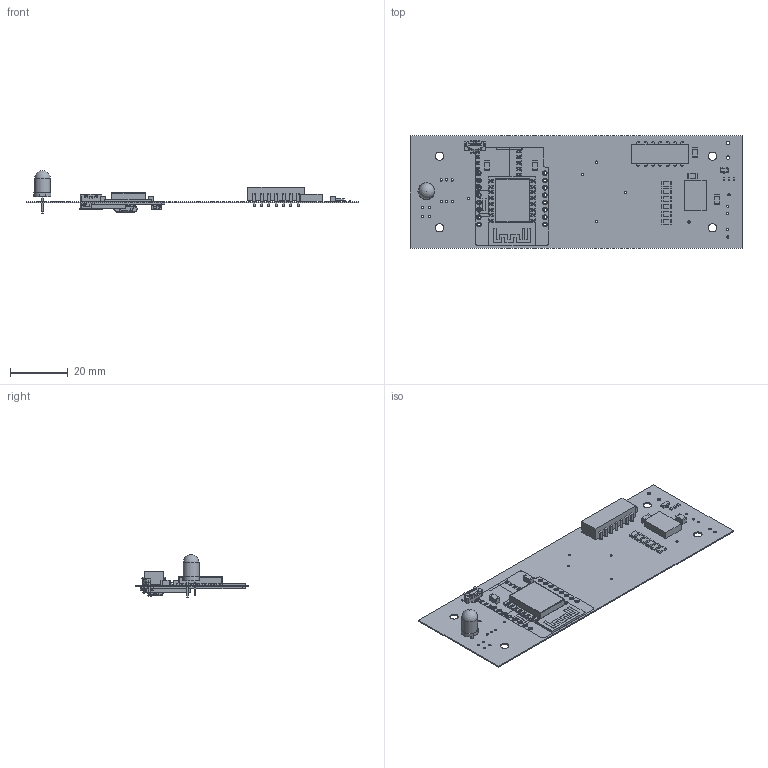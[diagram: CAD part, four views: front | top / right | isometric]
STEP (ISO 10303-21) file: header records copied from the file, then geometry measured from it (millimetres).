
FILE_DESCRIPTION(('Open CASCADE Model'),'2;1');
FILE_NAME('Open CASCADE Shape Model','2021-08-02T23:43:22',('Author'),( 'Open CASCADE'),'Open CASCADE STEP processor 6.8','Open CASCADE 6.8' ,'Unknown');
FILE_SCHEMA(('AUTOMOTIVE_DESIGN { 1 0 10303 214 1 1 1 1 }'));
Length unit declared in the file: millimetre
Products named in the file (84): PCB; Board; Open CASCADE STEP translator 6.8 1.1.1; C201; 5941246624; Extruded; 5941246464; C100; C200; U200; d1; U300; 5976083680; U100; 5941246224; 5941246064; 5941245904; 5976086960; R402; 5976086800; 5976086640; R401; R400; SB3; 5976083840; 5976084080; R302; R301; R300; SB2; SB1; Q100; Trans_Nexperia_PMV20ENR_eec; Body; Lead; Leads; Nexp; X_peria; D400; Diode_OSRAM_SFH213_eec ...
Assembly tree (156 placements, depth 4):
  PCB
    Board
      Open CASCADE STEP translator 6.8 1.1.1
    C201
      5941246624
        Extruded
      5941246464  x2
        Extruded
    C100
      5941246624
        Extruded
      5941246464  x2
        Extruded
    C200
      5941246624
        Extruded
      5941246464  x2
        Extruded
    U200
      d1
      d1
      d1
      d1
      d1
      d1
      d1
      d1
      d1
      d1
      d1
      d1
      d1
      d1
      d1
      d1
      d1
      d1
      d1
      d1
      d1
      d1
      d1
      d1
      d1
      d1
    U300
      5976083680
        Extruded
    U100
      5941246224  x14
        Extruded
      5941246064  x14
        Extruded
      5941245904  x14
        Extruded
      5976086960
        Extruded
    R402
      5976086800
        Extruded
Bounding box: 115 x 39 x 14.75 mm (x, y, z)
Volume: 6640.3 mm3; surface area: 19030 mm2
Topology: 171 solids, 171 shells, 3385 faces, 9323 edges, 6507 vertices
Faces by surface type: plane 2305, cylinder 713, bspline 328, sphere 33, torus 4, cone 2
Full cylindrical faces by diameter (mm): 0.01 x1, 0.6 x2, 0.7 x32, 0.762 x7, 0.8 x14, 0.9 x16, 1 x2, 1.016 x16, 1.2 x18, 1.6 x48, 2.9 x4, 5.5 x1
Entity records: 109266 total; most frequent: CARTESIAN_POINT 20721, ORIENTED_EDGE 16170, DIRECTION 14656, EDGE_CURVE 8085, LINE 5976, VECTOR 5976, VERTEX_POINT 5273, AXIS2_PLACEMENT_3D 4340
